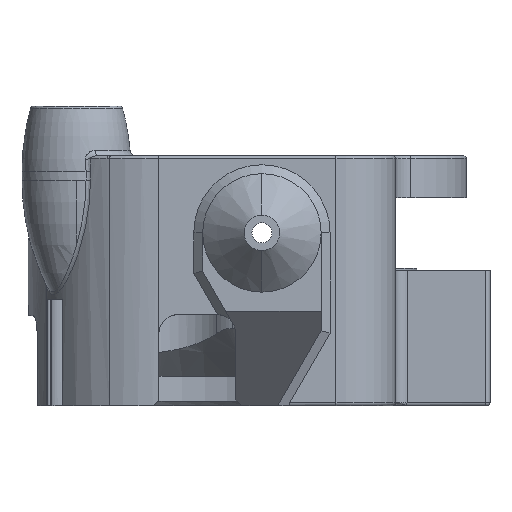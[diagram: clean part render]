
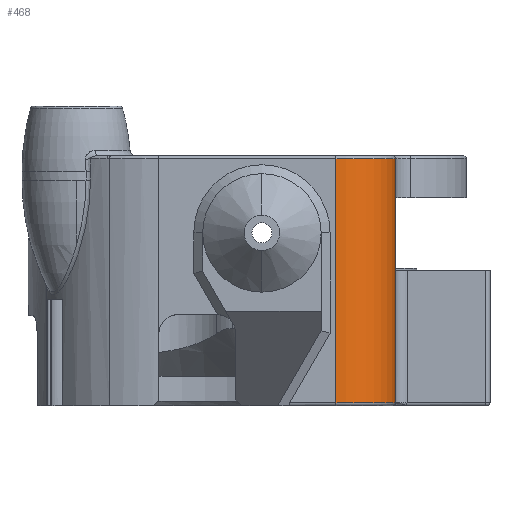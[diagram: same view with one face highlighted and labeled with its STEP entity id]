
A CAD part, front view. The second image highlights one B-rep face of the part: STEP entity #468.
In plain terms, the highlighted cylindrical face has radius 5 mm (diameter 10 mm), a partial arc.
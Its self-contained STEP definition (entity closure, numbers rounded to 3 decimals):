
#468 = ADVANCED_FACE ( 'NONE', ( #10971 ), #4071, .T. ) ;
#1205 = ORIENTED_EDGE ( 'NONE', *, *, #2631, .T. ) ;
#1255 = AXIS2_PLACEMENT_3D ( 'NONE', #2573, #8601, #3422 ) ;
#1446 = CARTESIAN_POINT ( 'NONE',  ( 17., -11.35, -13.8 ) ) ;
#1467 = CARTESIAN_POINT ( 'NONE',  ( 12., -11.35, 6.25 ) ) ;
#1565 = CARTESIAN_POINT ( 'NONE',  ( 12., -16.35, 6.25 ) ) ;
#2133 = CARTESIAN_POINT ( 'NONE',  ( 12., -16.35, -14.35 ) ) ;
#2319 = DIRECTION ( 'NONE',  ( 1., 0., 0. ) ) ;
#2349 = EDGE_CURVE ( 'NONE', #9390, #6476, #3327, .T. ) ;
#2573 = CARTESIAN_POINT ( 'NONE',  ( 12., -11.35, -14.35 ) ) ;
#2631 = EDGE_CURVE ( 'NONE', #9390, #4994, #6719, .T. ) ;
#2921 = EDGE_LOOP ( 'NONE', ( #5845, #1205, #10631, #3272 ) ) ;
#3272 = ORIENTED_EDGE ( 'NONE', *, *, #9478, .T. ) ;
#3327 = LINE ( 'NONE', #6332, #7372 ) ;
#3422 = DIRECTION ( 'NONE',  ( 1., 0., 0. ) ) ;
#4071 = CYLINDRICAL_SURFACE ( 'NONE', #5756, 5. ) ;
#4994 = VERTEX_POINT ( 'NONE', #7033 ) ;
#5300 = DIRECTION ( 'NONE',  ( 0., 0., 1. ) ) ;
#5756 = AXIS2_PLACEMENT_3D ( 'NONE', #8772, #5300, #7887 ) ;
#5845 = ORIENTED_EDGE ( 'NONE', *, *, #2349, .F. ) ;
#5953 = VERTEX_POINT ( 'NONE', #11066 ) ;
#6332 = CARTESIAN_POINT ( 'NONE',  ( 12., -16.35, 6.5 ) ) ;
#6476 = VERTEX_POINT ( 'NONE', #1565 ) ;
#6719 = CIRCLE ( 'NONE', #1255, 5. ) ;
#7033 = CARTESIAN_POINT ( 'NONE',  ( 17., -11.35, -14.35 ) ) ;
#7116 = VECTOR ( 'NONE', #10074, 1000. ) ;
#7372 = VECTOR ( 'NONE', #9769, 1000. ) ;
#7474 = DIRECTION ( 'NONE',  ( 0., 0., -1. ) ) ;
#7776 = CIRCLE ( 'NONE', #9986, 5. ) ;
#7887 = DIRECTION ( 'NONE',  ( 1., 0., 0. ) ) ;
#8158 = EDGE_CURVE ( 'NONE', #5953, #4994, #9441, .T. ) ;
#8601 = DIRECTION ( 'NONE',  ( 0., 0., 1. ) ) ;
#8772 = CARTESIAN_POINT ( 'NONE',  ( 12., -11.35, -13.8 ) ) ;
#9390 = VERTEX_POINT ( 'NONE', #2133 ) ;
#9441 = LINE ( 'NONE', #1446, #7116 ) ;
#9478 = EDGE_CURVE ( 'NONE', #5953, #6476, #7776, .T. ) ;
#9769 = DIRECTION ( 'NONE',  ( 0., 0., 1. ) ) ;
#9986 = AXIS2_PLACEMENT_3D ( 'NONE', #1467, #7474, #2319 ) ;
#10074 = DIRECTION ( 'NONE',  ( 0., 0., -1. ) ) ;
#10631 = ORIENTED_EDGE ( 'NONE', *, *, #8158, .F. ) ;
#10971 = FACE_OUTER_BOUND ( 'NONE', #2921, .T. ) ;
#11066 = CARTESIAN_POINT ( 'NONE',  ( 17., -11.35, 6.25 ) ) ;
